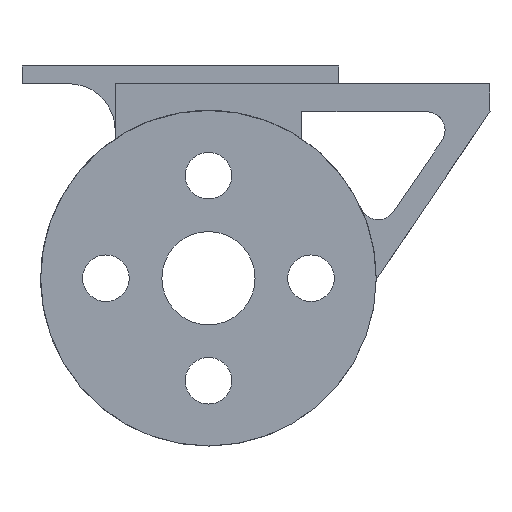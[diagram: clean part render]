
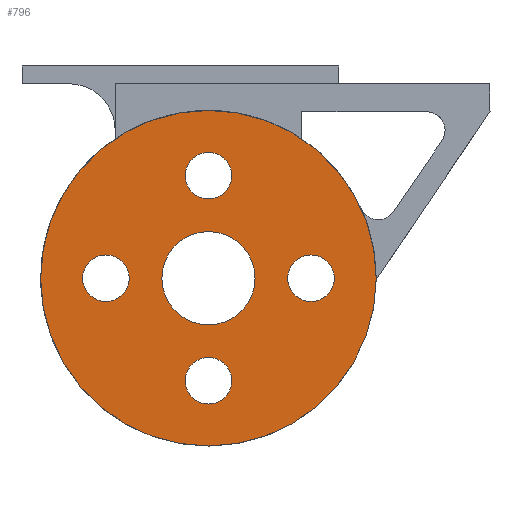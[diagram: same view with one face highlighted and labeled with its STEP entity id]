
A CAD part, left-side view. The second image highlights one B-rep face of the part: STEP entity #796.
In plain terms, the highlighted planar face has unit normal (-1, 0, 0).
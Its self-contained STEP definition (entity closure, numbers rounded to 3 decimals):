
#19=FACE_BOUND('',#129,.T.);
#20=FACE_BOUND('',#130,.T.);
#21=FACE_BOUND('',#131,.T.);
#22=FACE_BOUND('',#132,.T.);
#23=FACE_BOUND('',#133,.T.);
#53=PLANE('',#881);
#86=FACE_OUTER_BOUND('',#128,.T.);
#128=EDGE_LOOP('',(#719));
#129=EDGE_LOOP('',(#720));
#130=EDGE_LOOP('',(#721));
#131=EDGE_LOOP('',(#722));
#132=EDGE_LOOP('',(#723));
#133=EDGE_LOOP('',(#724));
#315=CIRCLE('',#856,18.);
#317=CIRCLE('',#859,5.);
#325=CIRCLE('',#882,2.5);
#326=CIRCLE('',#883,2.5);
#327=CIRCLE('',#884,2.5);
#328=CIRCLE('',#885,2.5);
#377=VERTEX_POINT('',#1246);
#378=VERTEX_POINT('',#1251);
#401=VERTEX_POINT('',#1329);
#402=VERTEX_POINT('',#1331);
#403=VERTEX_POINT('',#1333);
#404=VERTEX_POINT('',#1335);
#469=EDGE_CURVE('',#377,#377,#315,.T.);
#471=EDGE_CURVE('',#378,#378,#317,.T.);
#511=EDGE_CURVE('',#401,#401,#325,.F.);
#512=EDGE_CURVE('',#402,#402,#326,.F.);
#513=EDGE_CURVE('',#403,#403,#327,.F.);
#514=EDGE_CURVE('',#404,#404,#328,.F.);
#719=ORIENTED_EDGE('',*,*,#469,.T.);
#720=ORIENTED_EDGE('',*,*,#471,.T.);
#721=ORIENTED_EDGE('',*,*,#511,.T.);
#722=ORIENTED_EDGE('',*,*,#512,.T.);
#723=ORIENTED_EDGE('',*,*,#513,.T.);
#724=ORIENTED_EDGE('',*,*,#514,.T.);
#796=ADVANCED_FACE('',(#86,#19,#20,#21,#22,#23),#53,.T.);
#856=AXIS2_PLACEMENT_3D('',#1248,#1010,#1011);
#859=AXIS2_PLACEMENT_3D('',#1252,#1016,#1017);
#881=AXIS2_PLACEMENT_3D('',#1328,#1092,#1093);
#882=AXIS2_PLACEMENT_3D('',#1330,#1094,#1095);
#883=AXIS2_PLACEMENT_3D('',#1332,#1096,#1097);
#884=AXIS2_PLACEMENT_3D('',#1334,#1098,#1099);
#885=AXIS2_PLACEMENT_3D('',#1336,#1100,#1101);
#1010=DIRECTION('center_axis',(-1.,0.,0.));
#1011=DIRECTION('ref_axis',(0.,1.,0.));
#1016=DIRECTION('center_axis',(1.,0.,0.));
#1017=DIRECTION('ref_axis',(0.,0.,1.));
#1092=DIRECTION('center_axis',(-1.,0.,0.));
#1093=DIRECTION('ref_axis',(0.,1.,0.));
#1094=DIRECTION('center_axis',(-1.,0.,0.));
#1095=DIRECTION('ref_axis',(0.,0.,
-1.));
#1096=DIRECTION('center_axis',(-1.,0.,0.));
#1097=DIRECTION('ref_axis',(0.,0.,1.));
#1098=DIRECTION('center_axis',(-1.,0.,0.));
#1099=DIRECTION('ref_axis',(0.,1.,0.));
#1100=DIRECTION('center_axis',(-1.,0.,0.));
#1101=DIRECTION('ref_axis',(0.,-1.,0.));
#1246=CARTESIAN_POINT('',(-2.,-18.,0.));
#1248=CARTESIAN_POINT('Origin',(-2.,0.,0.));
#1251=CARTESIAN_POINT('',(-2.,0.,-5.));
#1252=CARTESIAN_POINT('Origin',(-2.,0.,0.));
#1328=CARTESIAN_POINT('Origin',(-2.,0.,0.));
#1329=CARTESIAN_POINT('',(-2.,-11.,2.5));
#1330=CARTESIAN_POINT('Origin',(-2.,-11.,0.));
#1331=CARTESIAN_POINT('',(-2.,11.,-2.5));
#1332=CARTESIAN_POINT('Origin',(-2.,11.,0.));
#1333=CARTESIAN_POINT('',(-2.,-2.5,-11.));
#1334=CARTESIAN_POINT('Origin',(-2.,0.,-11.));
#1335=CARTESIAN_POINT('',(-2.,2.5,11.));
#1336=CARTESIAN_POINT('Origin',(-2.,0.,11.));
